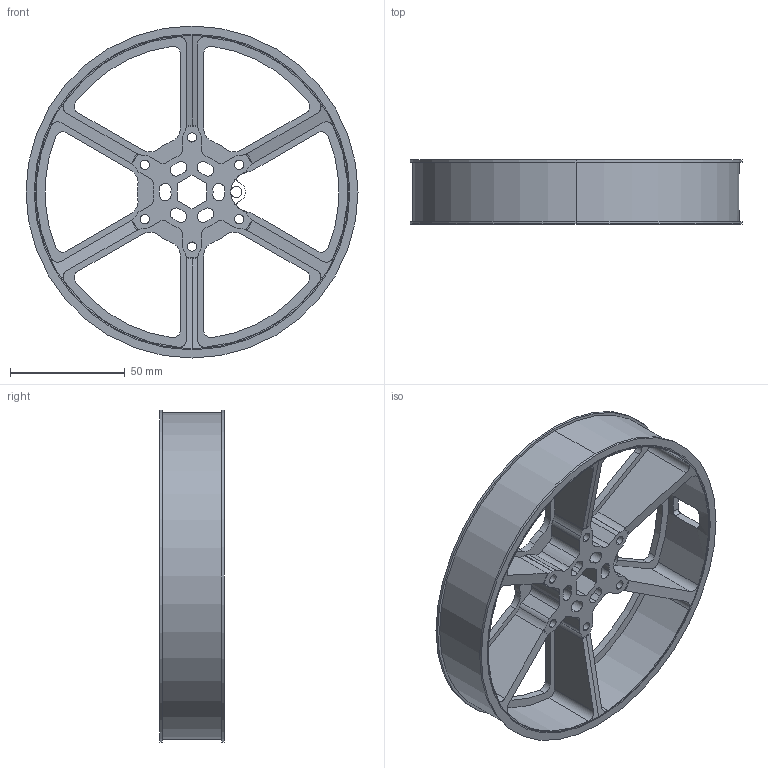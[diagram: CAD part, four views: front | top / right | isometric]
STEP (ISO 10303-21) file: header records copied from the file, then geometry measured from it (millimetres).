
FILE_DESCRIPTION (( 'STEP AP203' ), '1' );
FILE_NAME ('6 Perf ThruTread 500 Hex.STEP', '2012-11-13T17:07:59', ( '' ), ( '' ), 'SwSTEP 2.0', 'SolidWorks 2010', '' );
FILE_SCHEMA (( 'CONFIG_CONTROL_DESIGN' ));
Length unit declared in the file: inch
Products named in the file (1): 6 Perf ThruTread 500 Hex
Bounding box: 144.78 x 27.94 x 144.78 mm (x, y, z)
Volume: 98960.1 mm3; surface area: 58776.1 mm2
Topology: 1 solids, 1 shells, 240 faces, 707 edges, 469 vertices
Faces by surface type: cylinder 168, plane 61, torus 9, cone 2
Entity records: 8636 total; most frequent: CARTESIAN_POINT 1845, DIRECTION 1479, ORIENTED_EDGE 1414, EDGE_CURVE 707, AXIS2_PLACEMENT_3D 591, VERTEX_POINT 469, CIRCLE 350, LINE 297
